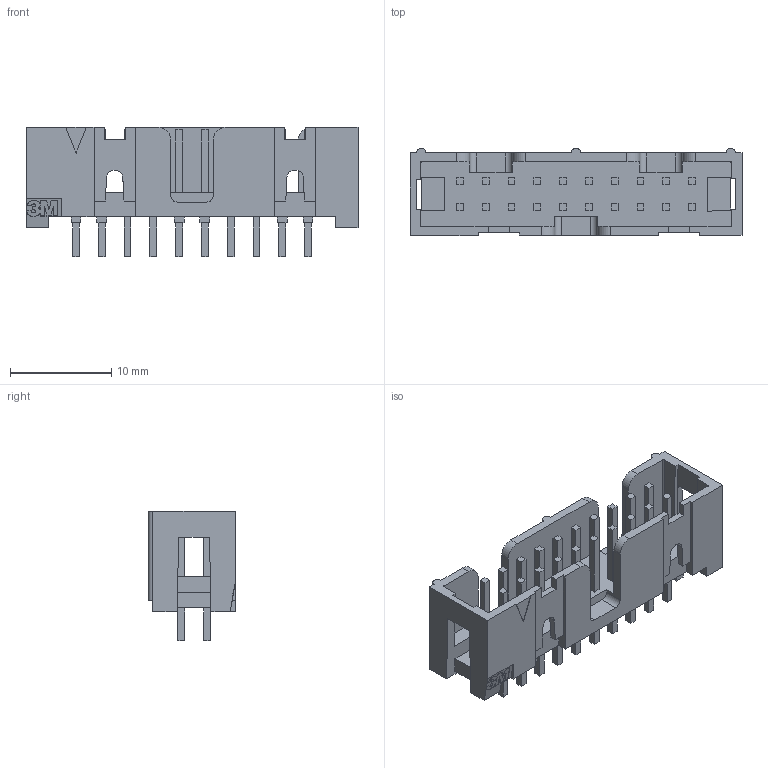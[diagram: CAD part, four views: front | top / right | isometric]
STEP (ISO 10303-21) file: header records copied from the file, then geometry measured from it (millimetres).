
FILE_DESCRIPTION((''),'2;1');
FILE_NAME('3M_N2520-6002RB.stp','2013-11-28T13:24:46',(''),(''),'Mechanical Desktop 2011','Mechanical Desktop 2011',', , ');
FILE_SCHEMA(('AUTOMOTIVE_DESIGN { 1 2 10303 214 1 1 1 1 }'));
Length unit declared in the file: millimetre
Products named in the file (1): Product
Bounding box: 32.72 x 8.64 x 12.75 mm (x, y, z)
Volume: 1019.4 mm3; surface area: 2258.9 mm2
Topology: 41 solids, 41 shells, 447 faces, 1065 edges, 706 vertices
Faces by surface type: bspline 244, plane 178, cylinder 25
Entity records: 12918 total; most frequent: CARTESIAN_POINT 3177, ORIENTED_EDGE 2130, DIRECTION 1515, EDGE_CURVE 1065, VECTOR 1007, LINE 1007, VERTEX_POINT 706, EDGE_LOOP 461
